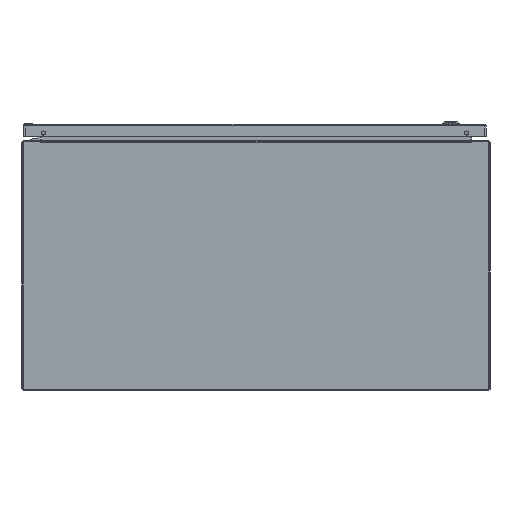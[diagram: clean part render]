
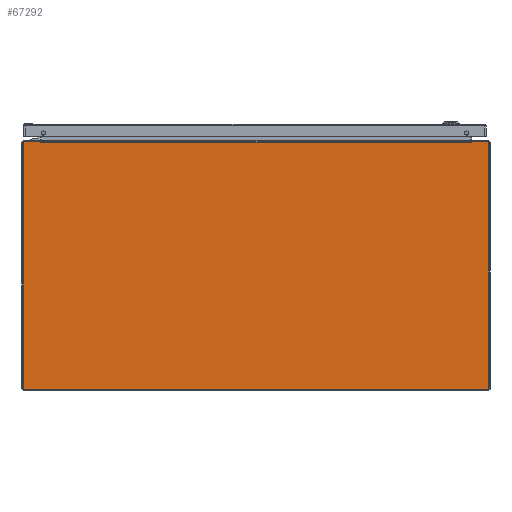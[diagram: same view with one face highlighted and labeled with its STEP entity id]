
A CAD part, front view. The second image highlights one B-rep face of the part: STEP entity #67292.
In plain terms, the highlighted planar face has unit normal (0, -1, 0).
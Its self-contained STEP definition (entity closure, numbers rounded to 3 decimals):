
#1781 = CIRCLE ( 'NONE', #70017, 0.08 ) ;
#1792 = EDGE_CURVE ( 'NONE', #112828, #151636, #1781, .T. ) ;
#2371 = DIRECTION ( 'NONE',  ( 1., 0., 0. ) ) ;
#7873 = CIRCLE ( 'NONE', #127248, 0.03 ) ;
#9047 = VECTOR ( 'NONE', #106464, 39.37 ) ;
#11491 = LINE ( 'NONE', #139340, #63981 ) ;
#11741 = CARTESIAN_POINT ( 'NONE',  ( -14.907, -36., -7.937 ) ) ;
#12052 = LINE ( 'NONE', #93952, #103587 ) ;
#12108 = LINE ( 'NONE', #80641, #9047 ) ;
#13034 = VERTEX_POINT ( 'NONE', #161639 ) ;
#13129 = LINE ( 'NONE', #67427, #111367 ) ;
#13474 = LINE ( 'NONE', #42765, #36779 ) ;
#14964 = DIRECTION ( 'NONE',  ( 0., -1., 0. ) ) ;
#15556 = DIRECTION ( 'NONE',  ( -1., 0., 0. ) ) ;
#18167 = VECTOR ( 'NONE', #38183, 39.37 ) ;
#18485 = LINE ( 'NONE', #153730, #84142 ) ;
#20224 = DIRECTION ( 'NONE',  ( -0.174, 0., -0.985 ) ) ;
#24524 = DIRECTION ( 'NONE',  ( 0., 1., 0. ) ) ;
#27730 = LINE ( 'NONE', #175509, #69251 ) ;
#30215 = CIRCLE ( 'NONE', #129686, 0.03 ) ;
#32730 = EDGE_CURVE ( 'NONE', #83402, #33805, #18485, .T. ) ;
#33805 = VERTEX_POINT ( 'NONE', #116400 ) ;
#35335 = CARTESIAN_POINT ( 'NONE',  ( 14.907, -36., -7.937 ) ) ;
#36779 = VECTOR ( 'NONE', #110414, 39.37 ) ;
#38183 = DIRECTION ( 'NONE',  ( 1., 0., 0. ) ) ;
#39509 = ORIENTED_EDGE ( 'NONE', *, *, #174616, .T. ) ;
#39731 = CARTESIAN_POINT ( 'NONE',  ( -14.907, -36., -7.907 ) ) ;
#39939 = DIRECTION ( 'NONE',  ( -1., 0., 0. ) ) ;
#40805 = ORIENTED_EDGE ( 'NONE', *, *, #158185, .F. ) ;
#42024 = EDGE_CURVE ( 'NONE', #45039, #77879, #7873, .T. ) ;
#42765 = CARTESIAN_POINT ( 'NONE',  ( 14.937, -36., 0. ) ) ;
#44289 = DIRECTION ( 'NONE',  ( 0., 0., -1. ) ) ;
#44431 = DIRECTION ( 'NONE',  ( 0., 0., -1. ) ) ;
#45039 = VERTEX_POINT ( 'NONE', #11741 ) ;
#45387 = CARTESIAN_POINT ( 'NONE',  ( 13.823, -36., 7.937 ) ) ;
#45450 = ORIENTED_EDGE ( 'NONE', *, *, #120956, .T. ) ;
#45533 = LINE ( 'NONE', #126528, #162591 ) ;
#45809 = CARTESIAN_POINT ( 'NONE',  ( -14.937, -36., 7.857 ) ) ;
#50187 = AXIS2_PLACEMENT_3D ( 'NONE', #84525, #56039, #44431 ) ;
#53532 = CARTESIAN_POINT ( 'NONE',  ( -13.798, -36., 7.883 ) ) ;
#53590 = DIRECTION ( 'NONE',  ( 0.174, 0., -0.985 ) ) ;
#56039 = DIRECTION ( 'NONE',  ( 0., -1., 0. ) ) ;
#56180 = ORIENTED_EDGE ( 'NONE', *, *, #144684, .T. ) ;
#56379 = FACE_OUTER_BOUND ( 'NONE', #121721, .T. ) ;
#57741 = ORIENTED_EDGE ( 'NONE', *, *, #160035, .T. ) ;
#58134 = CARTESIAN_POINT ( 'NONE',  ( 0., -36., 0. ) ) ;
#60797 = ORIENTED_EDGE ( 'NONE', *, *, #116485, .T. ) ;
#63564 = CARTESIAN_POINT ( 'NONE',  ( 14.857, -36., 7.937 ) ) ;
#63972 = ORIENTED_EDGE ( 'NONE', *, *, #32730, .T. ) ;
#63981 = VECTOR ( 'NONE', #39939, 39.37 ) ;
#67292 = ADVANCED_FACE ( 'NONE', ( #56379 ), #73264, .T. ) ;
#67427 = CARTESIAN_POINT ( 'NONE',  ( 0., -36., -7.937 ) ) ;
#69251 = VECTOR ( 'NONE', #53590, 39.37 ) ;
#69472 = CARTESIAN_POINT ( 'NONE',  ( -14.857, -36., 7.937 ) ) ;
#70017 = AXIS2_PLACEMENT_3D ( 'NONE', #70146, #14964, #44289 ) ;
#70146 = CARTESIAN_POINT ( 'NONE',  ( -14.857, -36., 7.857 ) ) ;
#71011 = CARTESIAN_POINT ( 'NONE',  ( 13.798, -36., 7.883 ) ) ;
#73264 = PLANE ( 'NONE',  #140474 ) ;
#74402 = VERTEX_POINT ( 'NONE', #106775 ) ;
#75922 = ORIENTED_EDGE ( 'NONE', *, *, #103245, .T. ) ;
#77879 = VERTEX_POINT ( 'NONE', #174194 ) ;
#78703 = VERTEX_POINT ( 'NONE', #35335 ) ;
#80641 = CARTESIAN_POINT ( 'NONE',  ( -14.937, -36., 0. ) ) ;
#83002 = DIRECTION ( 'NONE',  ( -1., 0., 0. ) ) ;
#83402 = VERTEX_POINT ( 'NONE', #45387 ) ;
#83556 = EDGE_CURVE ( 'NONE', #167034, #83883, #159219, .T. ) ;
#83883 = VERTEX_POINT ( 'NONE', #53532 ) ;
#83998 = DIRECTION ( 'NONE',  ( 0., -1., 0. ) ) ;
#84142 = VECTOR ( 'NONE', #20224, 39.37 ) ;
#84525 = CARTESIAN_POINT ( 'NONE',  ( 14.857, -36., 7.857 ) ) ;
#86506 = DIRECTION ( 'NONE',  ( -1., 0., 0. ) ) ;
#87387 = CARTESIAN_POINT ( 'NONE',  ( 13.806, -36., 7.883 ) ) ;
#91930 = ORIENTED_EDGE ( 'NONE', *, *, #42024, .F. ) ;
#93952 = CARTESIAN_POINT ( 'NONE',  ( 0., -36., 7.937 ) ) ;
#94065 = DIRECTION ( 'NONE',  ( 0., 1., 0. ) ) ;
#98106 = LINE ( 'NONE', #87387, #152576 ) ;
#99093 = DIRECTION ( 'NONE',  ( 0., 0., -1. ) ) ;
#99164 = EDGE_CURVE ( 'NONE', #74402, #107703, #13474, .T. ) ;
#103245 = EDGE_CURVE ( 'NONE', #151636, #77879, #12108, .T. ) ;
#103523 = VERTEX_POINT ( 'NONE', #63564 ) ;
#103587 = VECTOR ( 'NONE', #15556, 39.37 ) ;
#106087 = VERTEX_POINT ( 'NONE', #71011 ) ;
#106464 = DIRECTION ( 'NONE',  ( 0., 0., -1. ) ) ;
#106775 = CARTESIAN_POINT ( 'NONE',  ( 14.937, -36., -7.907 ) ) ;
#107703 = VERTEX_POINT ( 'NONE', #167062 ) ;
#108950 = ORIENTED_EDGE ( 'NONE', *, *, #83556, .F. ) ;
#109873 = ORIENTED_EDGE ( 'NONE', *, *, #115921, .F. ) ;
#110414 = DIRECTION ( 'NONE',  ( 0., 0., 1. ) ) ;
#111367 = VECTOR ( 'NONE', #2371, 39.37 ) ;
#112531 = ORIENTED_EDGE ( 'NONE', *, *, #163113, .T. ) ;
#112828 = VERTEX_POINT ( 'NONE', #69472 ) ;
#115921 = EDGE_CURVE ( 'NONE', #74402, #78703, #30215, .T. ) ;
#116400 = CARTESIAN_POINT ( 'NONE',  ( 13.814, -36., 7.883 ) ) ;
#116485 = EDGE_CURVE ( 'NONE', #33805, #106087, #98106, .T. ) ;
#117999 = CARTESIAN_POINT ( 'NONE',  ( 14.907, -36., -7.907 ) ) ;
#120956 = EDGE_CURVE ( 'NONE', #13034, #112828, #12052, .T. ) ;
#121721 = EDGE_LOOP ( 'NONE', ( #45450, #145149, #75922, #91930, #39509, #109873, #133985, #112531, #57741, #63972, #60797, #56180, #108950, #40805 ) ) ;
#126528 = CARTESIAN_POINT ( 'NONE',  ( 0., -36., 7.883 ) ) ;
#127248 = AXIS2_PLACEMENT_3D ( 'NONE', #39731, #94065, #148317 ) ;
#129686 = AXIS2_PLACEMENT_3D ( 'NONE', #117999, #24524, #157167 ) ;
#133985 = ORIENTED_EDGE ( 'NONE', *, *, #99164, .T. ) ;
#139340 = CARTESIAN_POINT ( 'NONE',  ( 0., -36., 7.937 ) ) ;
#140474 = AXIS2_PLACEMENT_3D ( 'NONE', #58134, #83998, #99093 ) ;
#144684 = EDGE_CURVE ( 'NONE', #106087, #83883, #45533, .T. ) ;
#145020 = CARTESIAN_POINT ( 'NONE',  ( -13.806, -36., 7.883 ) ) ;
#145149 = ORIENTED_EDGE ( 'NONE', *, *, #1792, .T. ) ;
#148317 = DIRECTION ( 'NONE',  ( 0., 0., -1. ) ) ;
#151636 = VERTEX_POINT ( 'NONE', #45809 ) ;
#152576 = VECTOR ( 'NONE', #86506, 39.37 ) ;
#153423 = CARTESIAN_POINT ( 'NONE',  ( -13.814, -36., 7.883 ) ) ;
#153730 = CARTESIAN_POINT ( 'NONE',  ( 13.818, -36., 7.91 ) ) ;
#157167 = DIRECTION ( 'NONE',  ( 0., 0., -1. ) ) ;
#158185 = EDGE_CURVE ( 'NONE', #13034, #167034, #27730, .T. ) ;
#159219 = LINE ( 'NONE', #145020, #18167 ) ;
#160035 = EDGE_CURVE ( 'NONE', #103523, #83402, #11491, .T. ) ;
#161639 = CARTESIAN_POINT ( 'NONE',  ( -13.823, -36., 7.937 ) ) ;
#162591 = VECTOR ( 'NONE', #83002, 39.37 ) ;
#163113 = EDGE_CURVE ( 'NONE', #107703, #103523, #166819, .T. ) ;
#166819 = CIRCLE ( 'NONE', #50187, 0.08 ) ;
#167034 = VERTEX_POINT ( 'NONE', #153423 ) ;
#167062 = CARTESIAN_POINT ( 'NONE',  ( 14.937, -36., 7.857 ) ) ;
#174194 = CARTESIAN_POINT ( 'NONE',  ( -14.937, -36., -7.907 ) ) ;
#174616 = EDGE_CURVE ( 'NONE', #45039, #78703, #13129, .T. ) ;
#175509 = CARTESIAN_POINT ( 'NONE',  ( -13.818, -36., 7.91 ) ) ;
